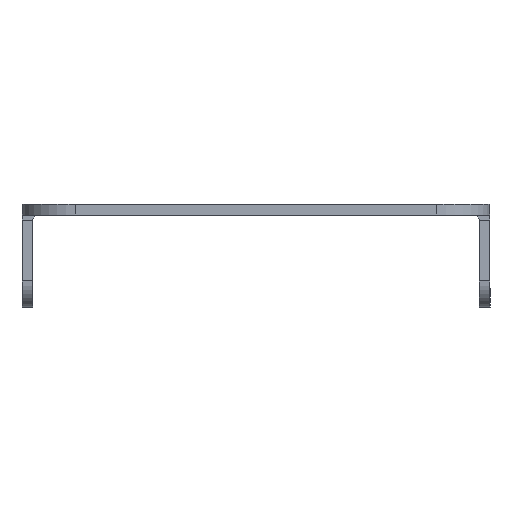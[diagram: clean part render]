
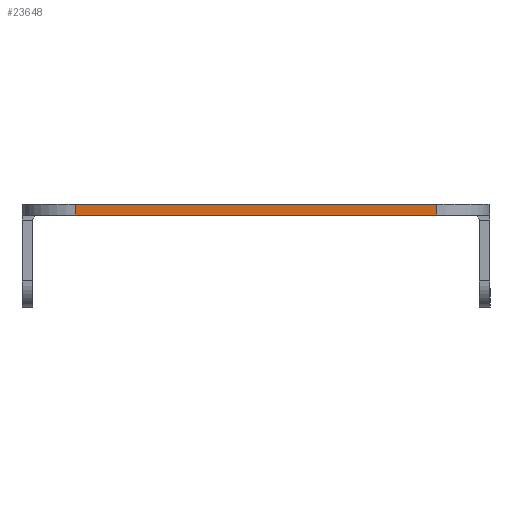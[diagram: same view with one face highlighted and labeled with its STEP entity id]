
A CAD part, left-side view. The second image highlights one B-rep face of the part: STEP entity #23648.
In plain terms, the highlighted planar face has unit normal (-1, 0, 0).
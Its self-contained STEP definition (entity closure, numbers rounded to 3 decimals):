
#189 = EDGE_LOOP ( 'NONE', ( #16339, #19546, #25450, #34220 ) ) ;
#837 = EDGE_CURVE ( 'NONE', #3567, #9939, #5625, .T. ) ;
#1036 = EDGE_CURVE ( 'NONE', #9939, #8060, #3604, .T. ) ;
#3567 = VERTEX_POINT ( 'NONE', #17361 ) ;
#3595 = VECTOR ( 'NONE', #17344, 1000. ) ;
#3604 = LINE ( 'NONE', #25944, #3595 ) ;
#5625 = LINE ( 'NONE', #5807, #28818 ) ;
#5807 = CARTESIAN_POINT ( 'NONE',  ( -292.1, -22., -1. ) ) ;
#6047 = EDGE_CURVE ( 'NONE', #13669, #8060, #7236, .T. ) ;
#6248 = CARTESIAN_POINT ( 'NONE',  ( -292.1, -17., 0. ) ) ;
#7236 = LINE ( 'NONE', #27366, #27438 ) ;
#7437 = FACE_OUTER_BOUND ( 'NONE', #189, .T. ) ;
#8060 = VERTEX_POINT ( 'NONE', #6248 ) ;
#8734 = EDGE_CURVE ( 'NONE', #13669, #3567, #31404, .T. ) ;
#8822 = VECTOR ( 'NONE', #21915, 1000. ) ;
#9939 = VERTEX_POINT ( 'NONE', #13341 ) ;
#10009 = DIRECTION ( 'NONE',  ( 0., 0., 1. ) ) ;
#11615 = CARTESIAN_POINT ( 'NONE',  ( -292.1, 17., -1. ) ) ;
#12952 = DIRECTION ( 'NONE',  ( -1., 0., 0. ) ) ;
#13341 = CARTESIAN_POINT ( 'NONE',  ( -292.1, -17., -1. ) ) ;
#13669 = VERTEX_POINT ( 'NONE', #29117 ) ;
#16339 = ORIENTED_EDGE ( 'NONE', *, *, #6047, .F. ) ;
#17344 = DIRECTION ( 'NONE',  ( 0., 0., 1. ) ) ;
#17361 = CARTESIAN_POINT ( 'NONE',  ( -292.1, 17., -1. ) ) ;
#19546 = ORIENTED_EDGE ( 'NONE', *, *, #8734, .T. ) ;
#20432 = AXIS2_PLACEMENT_3D ( 'NONE', #32729, #12952, #10009 ) ;
#21915 = DIRECTION ( 'NONE',  ( 0., 0., -1. ) ) ;
#23648 = ADVANCED_FACE ( 'NONE', ( #7437 ), #24647, .T. ) ;
#24647 = PLANE ( 'NONE',  #20432 ) ;
#25450 = ORIENTED_EDGE ( 'NONE', *, *, #837, .T. ) ;
#25944 = CARTESIAN_POINT ( 'NONE',  ( -292.1, -17., -1. ) ) ;
#27366 = CARTESIAN_POINT ( 'NONE',  ( -292.1, -22., 0. ) ) ;
#27438 = VECTOR ( 'NONE', #32700, 1000. ) ;
#27618 = DIRECTION ( 'NONE',  ( 0., -1., 0. ) ) ;
#28818 = VECTOR ( 'NONE', #27618, 1000. ) ;
#29117 = CARTESIAN_POINT ( 'NONE',  ( -292.1, 17., 0. ) ) ;
#31404 = LINE ( 'NONE', #11615, #8822 ) ;
#32700 = DIRECTION ( 'NONE',  ( 0., -1., 0. ) ) ;
#32729 = CARTESIAN_POINT ( 'NONE',  ( -292.1, -22., -1. ) ) ;
#34220 = ORIENTED_EDGE ( 'NONE', *, *, #1036, .T. ) ;
